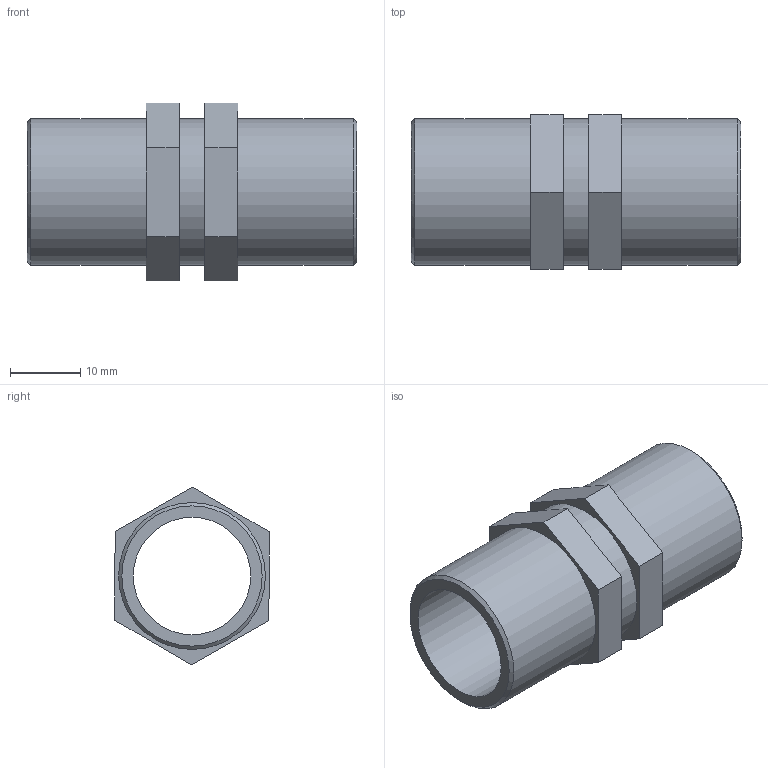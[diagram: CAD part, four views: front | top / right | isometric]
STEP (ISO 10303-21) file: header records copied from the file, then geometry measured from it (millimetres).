
FILE_DESCRIPTION(/* description */ ('PLASSON NIPPLE 1/2"-1/2"'),/* implementation_level */ '2;1');
FILE_NAME(/* name */ '050607005_0506070050A.ipt.stp',/* time_stamp */ '2017-06-18T09:22:10+03:00',/* author */ ('KIM'),/* organization */ (''),/* preprocessor_version */ 'ST-DEVELOPER v15.6',/* originating_system */ 'Autodesk Inventor 2015',/* authorisation */ '');
FILE_SCHEMA (('AUTOMOTIVE_DESIGN { 1 0 10303 214 3 1 1 }'));
Length unit declared in the file: millimetre
Products named in the file (1): 050607005_0506070050A
Bounding box: 47 x 22.04 x 25.4 mm (x, y, z)
Volume: 6519.2 mm3; surface area: 6175.5 mm2
Topology: 1 solids, 1 shells, 24 faces, 52 edges, 34 vertices
Faces by surface type: plane 18, cylinder 4, cone 2
Full cylindrical faces by diameter (mm): 16.764 x1, 20.955 x3
Entity records: 648 total; most frequent: DIRECTION 106, CARTESIAN_POINT 105, ORIENTED_EDGE 92, EDGE_CURVE 46, EDGE_LOOP 36, LINE 36, VECTOR 36, AXIS2_PLACEMENT_3D 35
